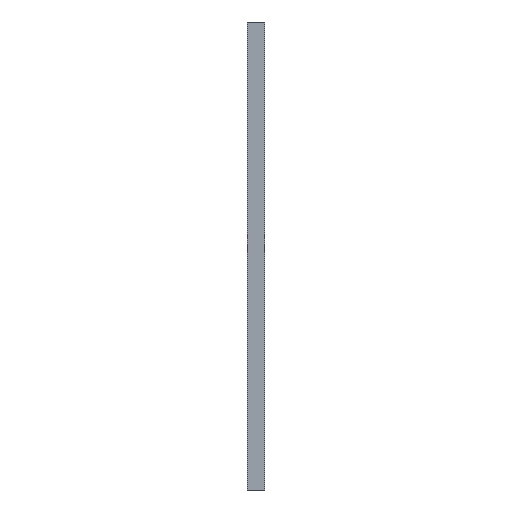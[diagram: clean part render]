
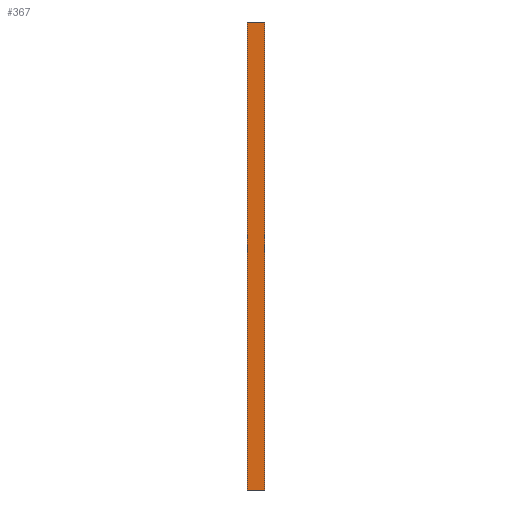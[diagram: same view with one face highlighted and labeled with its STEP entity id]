
A CAD part, left-side view. The second image highlights one B-rep face of the part: STEP entity #367.
In plain terms, the highlighted planar face has unit normal (-1, 0, 0).
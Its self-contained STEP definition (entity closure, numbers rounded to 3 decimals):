
#23=FACE_OUTER_BOUND('',#47,.T.);
#47=EDGE_LOOP('',(#253,#254,#255,#256));
#69=LINE('',#532,#117);
#73=LINE('',#540,#121);
#76=LINE('',#546,#124);
#77=LINE('',#547,#125);
#117=VECTOR('',#434,10.);
#121=VECTOR('',#440,10.);
#124=VECTOR('',#445,10.);
#125=VECTOR('',#446,10.);
#165=VERTEX_POINT('',#530);
#166=VERTEX_POINT('',#531);
#169=VERTEX_POINT('',#539);
#171=VERTEX_POINT('',#545);
#197=EDGE_CURVE('',#165,#166,#69,.T.);
#201=EDGE_CURVE('',#169,#165,#73,.T.);
#204=EDGE_CURVE('',#171,#166,#76,.T.);
#205=EDGE_CURVE('',#171,#169,#77,.T.);
#253=ORIENTED_EDGE('',*,*,#197,.T.);
#254=ORIENTED_EDGE('',*,*,#204,.F.);
#255=ORIENTED_EDGE('',*,*,#205,.T.);
#256=ORIENTED_EDGE('',*,*,#201,.T.);
#343=PLANE('',#408);
#367=ADVANCED_FACE('',(#23),#343,.T.);
#408=AXIS2_PLACEMENT_3D('',#544,#443,#444);
#434=DIRECTION('',(0.,1.,0.));
#440=DIRECTION('',(0.,0.,1.));
#443=DIRECTION('center_axis',(-1.,0.,0.));
#444=DIRECTION('ref_axis',(0.,-1.,0.));
#445=DIRECTION('',(0.,0.,1.));
#446=DIRECTION('',(0.,-1.,0.));
#530=CARTESIAN_POINT('',(-1180.5,-1317.5,1380.));
#531=CARTESIAN_POINT('',(-1180.5,-1266.5,1380.));
#532=CARTESIAN_POINT('',(-1180.5,-1279.25,1380.));
#539=CARTESIAN_POINT('',(-1180.5,-1317.5,0.));
#540=CARTESIAN_POINT('',(-1180.5,-1317.5,0.));
#544=CARTESIAN_POINT('Origin',(-1180.5,-1266.5,0.));
#545=CARTESIAN_POINT('',(-1180.5,-1266.5,0.));
#546=CARTESIAN_POINT('',(-1180.5,-1266.5,0.));
#547=CARTESIAN_POINT('',(-1180.5,-1266.5,0.));
